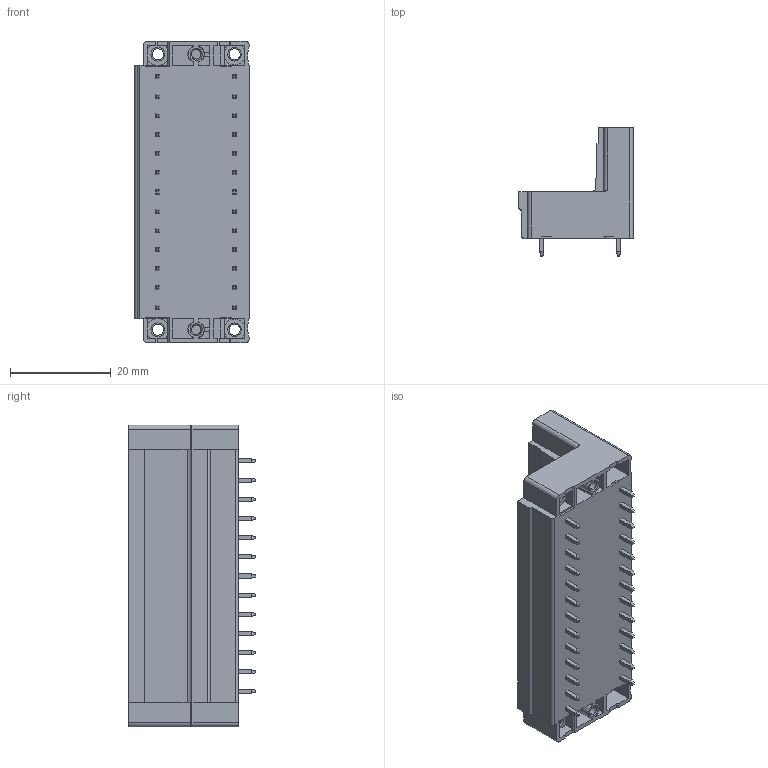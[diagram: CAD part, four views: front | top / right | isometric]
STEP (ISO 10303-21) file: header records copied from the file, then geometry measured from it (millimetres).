
FILE_DESCRIPTION((''),'2;1');
FILE_NAME('TLPHDW-105V-1','2024-09-23T11:43:42',('sheji109'),(''),'CREO PARAMETRIC BY PTC INC, 2018100','CREO PARAMETRIC BY PTC INC, 2018100','');
FILE_SCHEMA(('CONFIG_CONTROL_DESIGN'));
Length unit declared in the file: millimetre
Products named in the file (1): TLPHDW-105V-1
Bounding box: 22.7 x 25.4 x 59.92 mm (x, y, z)
Volume: 13161.5 mm3; surface area: 13964.4 mm2
Topology: 1 solids, 1 shells, 1668 faces, 4319 edges, 2759 vertices
Faces by surface type: plane 1460, cylinder 159, cone 34, sphere 13, bspline 2
Entity records: 50030 total; most frequent: CARTESIAN_POINT 9118, ORIENTED_EDGE 8612, DIRECTION 8018, EDGE_CURVE 4306, VECTOR 3760, LINE 3760, VERTEX_POINT 2759, AXIS2_PLACEMENT_3D 2129
